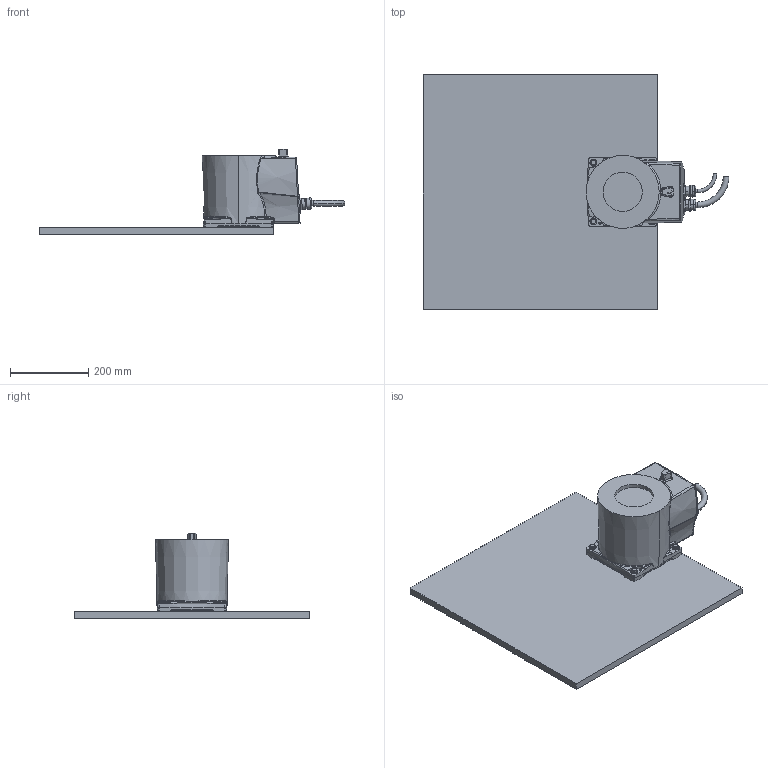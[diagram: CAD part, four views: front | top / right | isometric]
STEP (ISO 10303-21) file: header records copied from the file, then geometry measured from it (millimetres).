
FILE_DESCRIPTION (( 'STEP AP214' ), '1' );
FILE_NAME ('Base.STEP', '2024-03-20T10:11:53', ( '' ), ( '' ), 'SwSTEP 2.0', 'SolidWorks 2022', '' );
FILE_SCHEMA (( 'AUTOMOTIVE_DESIGN' ));
Length unit declared in the file: millimetre
Products named in the file (1): Base
Bounding box: 781.49 x 600 x 218 mm (x, y, z)
Volume: 13051634.7 mm3; surface area: 1057557.6 mm2
Topology: 11 solids, 11 shells, 527 faces, 1318 edges, 841 vertices
Faces by surface type: cylinder 161, plane 138, bspline 108, cone 70, torus 42, sphere 8
Entity records: 22150 total; most frequent: CARTESIAN_POINT 9960, ORIENTED_EDGE 2636, DIRECTION 2401, EDGE_CURVE 1318, AXIS2_PLACEMENT_3D 995, VERTEX_POINT 841, EDGE_LOOP 587, CIRCLE 575
